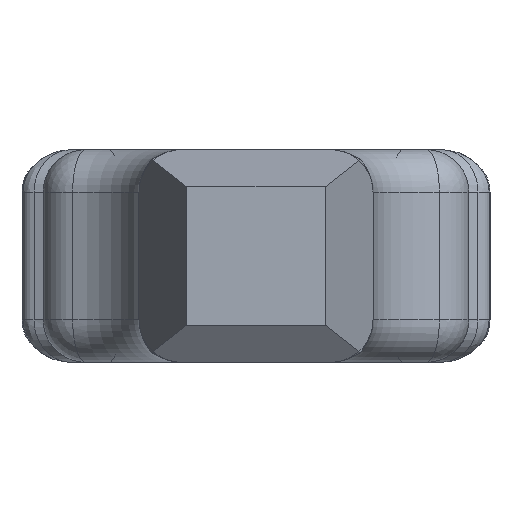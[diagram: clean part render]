
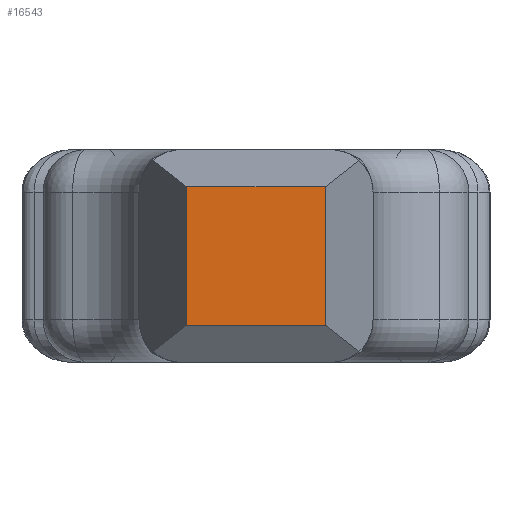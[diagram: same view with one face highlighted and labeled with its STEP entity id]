
A CAD part, front view. The second image highlights one B-rep face of the part: STEP entity #16543.
In plain terms, the highlighted planar face has unit normal (0, -1, 0).
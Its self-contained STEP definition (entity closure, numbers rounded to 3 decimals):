
#258 = VERTEX_POINT ( 'NONE', #7478 ) ;
#529 = CARTESIAN_POINT ( 'NONE',  ( -6.5, -500., 6.5 ) ) ;
#592 = DIRECTION ( 'NONE',  ( 0., 0., 1. ) ) ;
#1031 = LINE ( 'NONE', #529, #18144 ) ;
#2200 = LINE ( 'NONE', #10450, #6831 ) ;
#3272 = DIRECTION ( 'NONE',  ( 0., 0., 1. ) ) ;
#3610 = VERTEX_POINT ( 'NONE', #19029 ) ;
#3935 = VECTOR ( 'NONE', #14620, 1000. ) ;
#4301 = EDGE_CURVE ( 'NONE', #18642, #3610, #2200, .T. ) ;
#4724 = CARTESIAN_POINT ( 'NONE',  ( -6.5, -500., -6.5 ) ) ;
#5194 = CARTESIAN_POINT ( 'NONE',  ( -6.5, -500., -6.5 ) ) ;
#5804 = LINE ( 'NONE', #7523, #3935 ) ;
#6115 = EDGE_CURVE ( 'NONE', #3610, #258, #5804, .T. ) ;
#6694 = CARTESIAN_POINT ( 'NONE',  ( 0., -500., 0. ) ) ;
#6831 = VECTOR ( 'NONE', #7333, 1000. ) ;
#7333 = DIRECTION ( 'NONE',  ( 1., 0., 0. ) ) ;
#7478 = CARTESIAN_POINT ( 'NONE',  ( 6.5, -500., -6.5 ) ) ;
#7523 = CARTESIAN_POINT ( 'NONE',  ( 6.5, -500., -6.5 ) ) ;
#8185 = DIRECTION ( 'NONE',  ( -1., 0., 0. ) ) ;
#8195 = DIRECTION ( 'NONE',  ( 0., 1., 0. ) ) ;
#8205 = VECTOR ( 'NONE', #8185, 1000. ) ;
#8558 = ORIENTED_EDGE ( 'NONE', *, *, #6115, .F. ) ;
#10450 = CARTESIAN_POINT ( 'NONE',  ( 6.5, -500., 6.5 ) ) ;
#11190 = ORIENTED_EDGE ( 'NONE', *, *, #11341, .F. ) ;
#11341 = EDGE_CURVE ( 'NONE', #258, #13386, #17468, .T. ) ;
#11535 = CARTESIAN_POINT ( 'NONE',  ( -6.5, -500., 6.5 ) ) ;
#11867 = ORIENTED_EDGE ( 'NONE', *, *, #4301, .F. ) ;
#13386 = VERTEX_POINT ( 'NONE', #4724 ) ;
#13995 = FACE_OUTER_BOUND ( 'NONE', #16736, .T. ) ;
#14620 = DIRECTION ( 'NONE',  ( 0., 0., -1. ) ) ;
#15557 = PLANE ( 'NONE',  #18450 ) ;
#16543 = ADVANCED_FACE ( 'NONE', ( #13995 ), #15557, .F. ) ;
#16736 = EDGE_LOOP ( 'NONE', ( #8558, #11867, #16742, #11190 ) ) ;
#16742 = ORIENTED_EDGE ( 'NONE', *, *, #17650, .F. ) ;
#17468 = LINE ( 'NONE', #5194, #8205 ) ;
#17650 = EDGE_CURVE ( 'NONE', #13386, #18642, #1031, .T. ) ;
#18144 = VECTOR ( 'NONE', #592, 1000. ) ;
#18450 = AXIS2_PLACEMENT_3D ( 'NONE', #6694, #8195, #3272 ) ;
#18642 = VERTEX_POINT ( 'NONE', #11535 ) ;
#19029 = CARTESIAN_POINT ( 'NONE',  ( 6.5, -500., 6.5 ) ) ;
